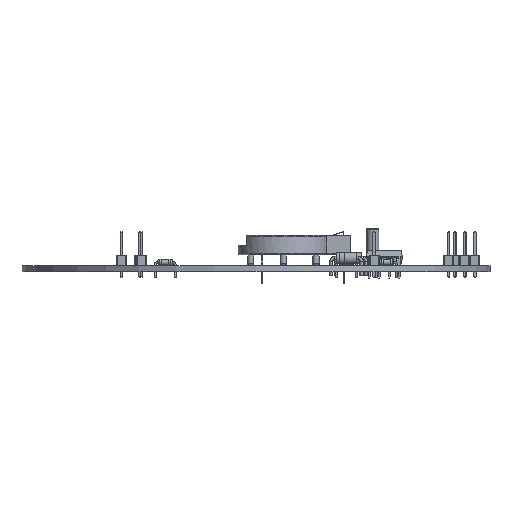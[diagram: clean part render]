
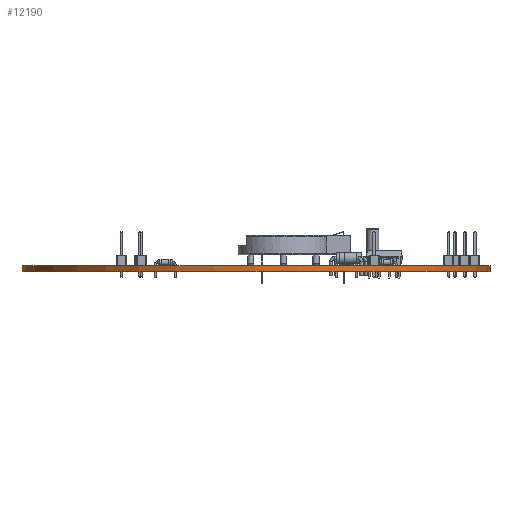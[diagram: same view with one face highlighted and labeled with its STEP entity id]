
A CAD part, front view. The second image highlights one B-rep face of the part: STEP entity #12190.
In plain terms, the highlighted cylindrical face has radius 59 mm (diameter 118 mm), a full revolution.
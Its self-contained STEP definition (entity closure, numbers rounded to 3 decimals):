
#12190 = ADVANCED_FACE('',(#12191),#12218,.T.);
#12191 = FACE_BOUND('',#12192,.F.);
#12192 = EDGE_LOOP('',(#12193,#12203,#12210,#12211));
#12193 = ORIENTED_EDGE('',*,*,#12194,.T.);
#12194 = EDGE_CURVE('',#12195,#12197,#12199,.T.);
#12195 = VERTEX_POINT('',#12196);
#12196 = CARTESIAN_POINT('',(210.815,-94.36,0.));
#12197 = VERTEX_POINT('',#12198);
#12198 = CARTESIAN_POINT('',(210.815,-94.36,1.6));
#12199 = LINE('',#12200,#12201);
#12200 = CARTESIAN_POINT('',(210.815,-94.36,0.));
#12201 = VECTOR('',#12202,1.);
#12202 = DIRECTION('',(0.,0.,1.));
#12203 = ORIENTED_EDGE('',*,*,#12204,.T.);
#12204 = EDGE_CURVE('',#12197,#12197,#12205,.T.);
#12205 = CIRCLE('',#12206,59.);
#12206 = AXIS2_PLACEMENT_3D('',#12207,#12208,#12209);
#12207 = CARTESIAN_POINT('',(151.815,-94.36,1.6));
#12208 = DIRECTION('',(0.,0.,1.));
#12209 = DIRECTION('',(1.,0.,-0.));
#12210 = ORIENTED_EDGE('',*,*,#12194,.F.);
#12211 = ORIENTED_EDGE('',*,*,#12212,.F.);
#12212 = EDGE_CURVE('',#12195,#12195,#12213,.T.);
#12213 = CIRCLE('',#12214,59.);
#12214 = AXIS2_PLACEMENT_3D('',#12215,#12216,#12217);
#12215 = CARTESIAN_POINT('',(151.815,-94.36,0.));
#12216 = DIRECTION('',(0.,0.,1.));
#12217 = DIRECTION('',(1.,0.,-0.));
#12218 = CYLINDRICAL_SURFACE('',#12219,59.);
#12219 = AXIS2_PLACEMENT_3D('',#12220,#12221,#12222);
#12220 = CARTESIAN_POINT('',(151.815,-94.36,0.));
#12221 = DIRECTION('',(-0.,-0.,-1.));
#12222 = DIRECTION('',(1.,0.,-0.));
